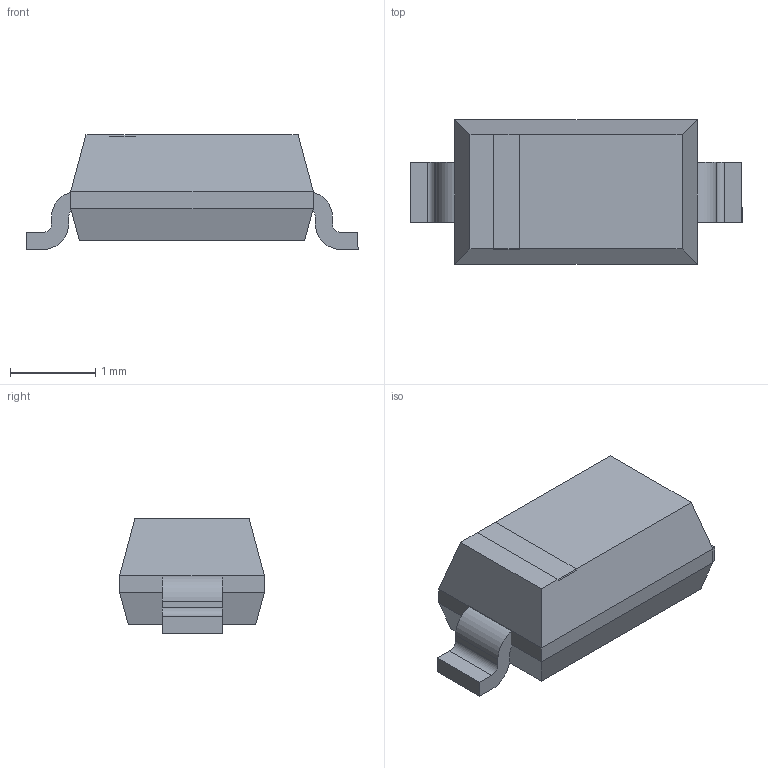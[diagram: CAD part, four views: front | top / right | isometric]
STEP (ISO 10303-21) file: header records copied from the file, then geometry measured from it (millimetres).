
FILE_DESCRIPTION((''),'2;1');
FILE_NAME('SOD3716X135N.stp','2011-04-11T12:32:08',(''),(''),'Mechanical Desktop 2011','Mechanical Desktop 2011',', , ');
FILE_SCHEMA(('AUTOMOTIVE_DESIGN { 1 2 10303 214 1 1 1 1 }'));
Length unit declared in the file: millimetre
Products named in the file (1): Product
Bounding box: 3.9 x 1.7 x 1.35 mm (x, y, z)
Volume: 5.6 mm3; surface area: 23.1 mm2
Topology: 4 solids, 4 shells, 48 faces, 112 edges, 72 vertices
Faces by surface type: plane 31, bspline 13, cylinder 4
Entity records: 1457 total; most frequent: CARTESIAN_POINT 328, ORIENTED_EDGE 224, DIRECTION 200, EDGE_CURVE 112, VECTOR 96, LINE 96, VERTEX_POINT 72, AXIS2_PLACEMENT_3D 52
